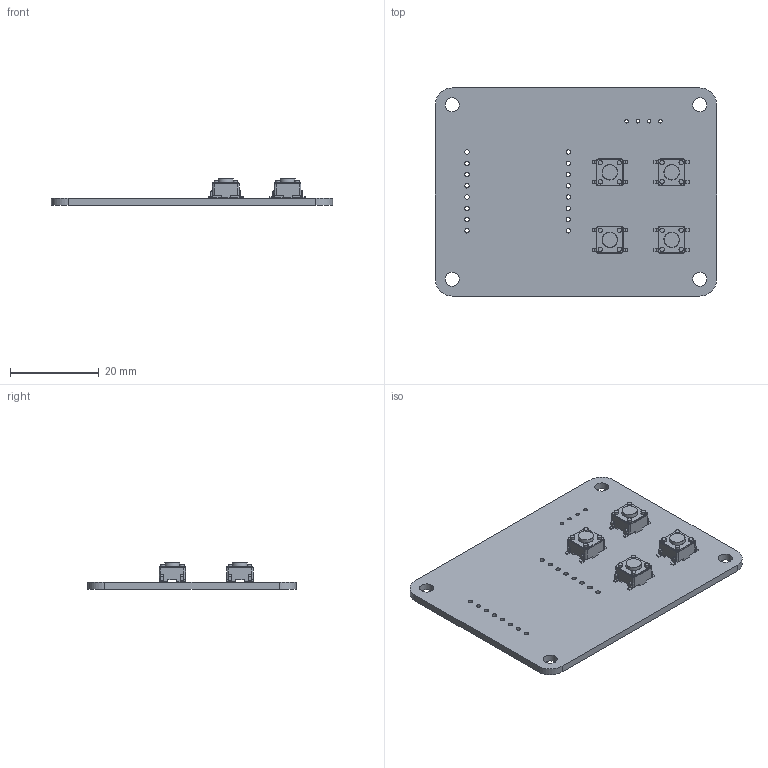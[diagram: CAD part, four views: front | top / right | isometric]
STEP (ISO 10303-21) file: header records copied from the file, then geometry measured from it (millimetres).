
FILE_DESCRIPTION(('KiCad electronic assembly'),'2;1');
FILE_NAME('AZ_ESPHome.step','2022-04-03T19:30:02',('Pcbnew'),('Kicad'), 'Open CASCADE STEP processor 7.6','KiCad to STEP converter','Unknown' );
FILE_SCHEMA(('AUTOMOTIVE_DESIGN { 1 0 10303 214 1 1 1 1 }'));
Length unit declared in the file: millimetre
Products named in the file (4): AZ_ESPHome 1; button_smd_6x6x4.3; SOLID; AZ_ESPHome PCB
Assembly tree (6 placements, depth 3):
  AZ_ESPHome 1
    button_smd_6x6x4.3  x4
      SOLID
    AZ_ESPHome PCB
Bounding box: 63.5 x 46.99 x 5.95 mm (x, y, z)
Volume: 5183.2 mm3; surface area: 7111.3 mm2
Topology: 5 solids, 5 shells, 422 faces, 1132 edges, 744 vertices
Faces by surface type: bspline 388, cylinder 28, plane 6
Full cylindrical faces by diameter (mm): 0.8 x4, 1 x16, 3.2 x4
Entity records: 9159 total; most frequent: CARTESIAN_POINT 2997, ORIENTED_EDGE 710, PCURVE 710, DEFINITIONAL_REPRESENTATION 710, B_SPLINE_CURVE_WITH_KNOTS 661, DIRECTION 426, EDGE_CURVE 355, SURFACE_CURVE 326
